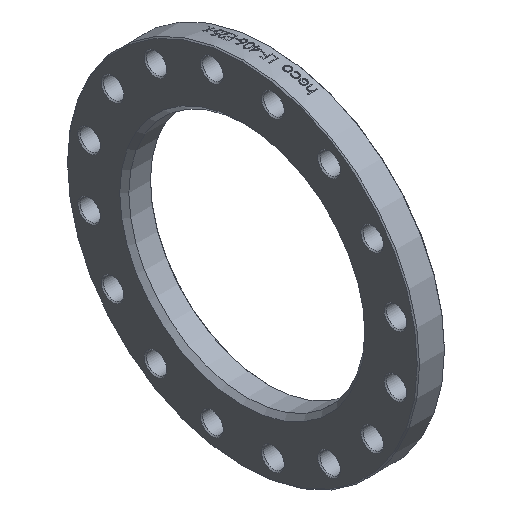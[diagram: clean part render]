
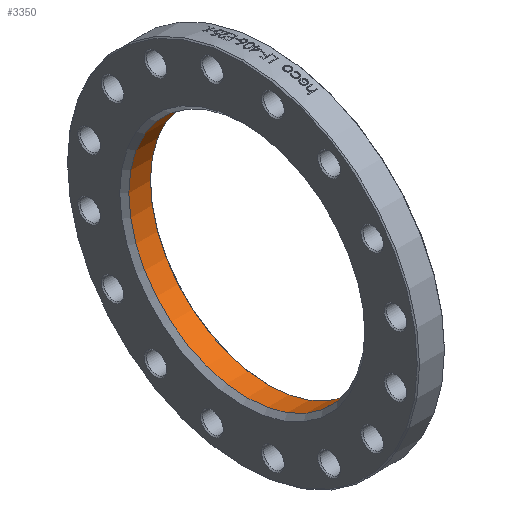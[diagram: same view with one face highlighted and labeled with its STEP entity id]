
A CAD part, isometric view. The second image highlights one B-rep face of the part: STEP entity #3350.
In plain terms, the highlighted cylindrical face has radius 208 mm (diameter 416 mm), a full revolution.
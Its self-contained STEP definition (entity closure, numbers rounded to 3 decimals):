
#40 = AXIS2_PLACEMENT_3D ( 'NONE', #6324, #4243, #73 ) ;
#73 = DIRECTION ( 'NONE',  ( 0., 0., 1. ) ) ;
#189 = ORIENTED_EDGE ( 'NONE', *, *, #1293, .T. ) ;
#545 = DIRECTION ( 'NONE',  ( 0., 0., 1. ) ) ;
#914 = CIRCLE ( 'NONE', #40, 208. ) ;
#1212 = EDGE_LOOP ( 'NONE', ( #189 ) ) ;
#1293 = EDGE_CURVE ( 'NONE', #1894, #1894, #914, .T. ) ;
#1687 = AXIS2_PLACEMENT_3D ( 'NONE', #1693, #3788, #545 ) ;
#1693 = CARTESIAN_POINT ( 'NONE',  ( 0., 0., 0. ) ) ;
#1894 = VERTEX_POINT ( 'NONE', #2889 ) ;
#1969 = CARTESIAN_POINT ( 'NONE',  ( 8., 0., 0. ) ) ;
#2443 = EDGE_LOOP ( 'NONE', ( #2564 ) ) ;
#2564 = ORIENTED_EDGE ( 'NONE', *, *, #4111, .T. ) ;
#2610 = CYLINDRICAL_SURFACE ( 'NONE', #1687, 208. ) ;
#2889 = CARTESIAN_POINT ( 'NONE',  ( 46., 0., 208. ) ) ;
#3129 = CARTESIAN_POINT ( 'NONE',  ( 8., 0., -208. ) ) ;
#3350 = ADVANCED_FACE ( 'NONE', ( #4057, #4334 ), #2610, .F. ) ;
#3788 = DIRECTION ( 'NONE',  ( -1., 0., 0. ) ) ;
#4006 = DIRECTION ( 'NONE',  ( 0., 0., -1. ) ) ;
#4057 = FACE_OUTER_BOUND ( 'NONE', #2443, .T. ) ;
#4111 = EDGE_CURVE ( 'NONE', #6769, #6769, #5806, .T. ) ;
#4243 = DIRECTION ( 'NONE',  ( 1., 0., 0. ) ) ;
#4334 = FACE_OUTER_BOUND ( 'NONE', #1212, .T. ) ;
#5108 = DIRECTION ( 'NONE',  ( -1., 0., 0. ) ) ;
#5806 = CIRCLE ( 'NONE', #6352, 208. ) ;
#6324 = CARTESIAN_POINT ( 'NONE',  ( 46., 0., 0. ) ) ;
#6352 = AXIS2_PLACEMENT_3D ( 'NONE', #1969, #5108, #4006 ) ;
#6769 = VERTEX_POINT ( 'NONE', #3129 ) ;
